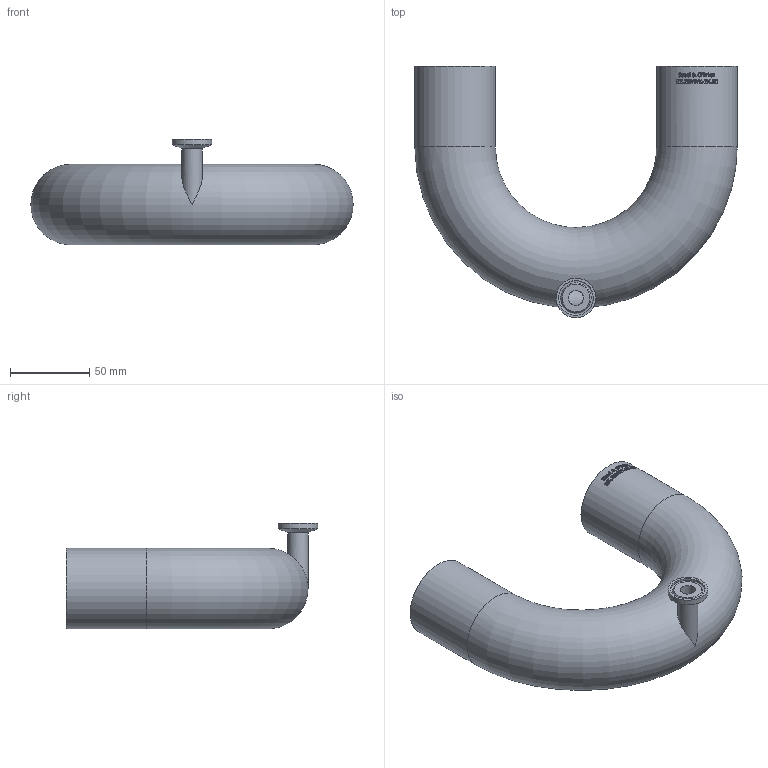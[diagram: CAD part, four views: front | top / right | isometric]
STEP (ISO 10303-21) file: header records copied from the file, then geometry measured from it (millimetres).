
FILE_DESCRIPTION(/* description */ (''),/* implementation_level */ '2;1');
FILE_NAME(/* name */ 'S2USWWK-2X.50.stp',/* time_stamp */ '2018-11-26T15:02:14-05:00',/* author */ ('rick'),/* organization */ (''),/* preprocessor_version */ 'ST-DEVELOPER v15.2',/* originating_system */ 'Autodesk Inventor 2014',/* authorisation */ '');
FILE_SCHEMA (('CONFIG_CONTROL_DESIGN','AUTOMOTIVE_DESIGN { 1 0 10303 214 3 1 1 }'));
Length unit declared in the file: inch
Products named in the file (1): S2USWWK-2X.50
Bounding box: 203.2 x 158.52 x 66.67 mm (x, y, z)
Volume: 89528.2 mm3; surface area: 108393.7 mm2
Topology: 1 solids, 1 shells, 431 faces, 1172 edges, 780 vertices
Faces by surface type: bspline 206, plane 175, cylinder 44, torus 4, cone 2
Full cylindrical faces by diameter (mm): 9.398 x1, 12.7 x1, 21.895 x1, 24.994 x1, 47.498 x2, 50.8 x2
Entity records: 17402 total; most frequent: CARTESIAN_POINT 7713, ORIENTED_EDGE 2300, DIRECTION 1427, EDGE_CURVE 1150, VERTEX_POINT 773, LINE 497, VECTOR 497, EDGE_LOOP 487
